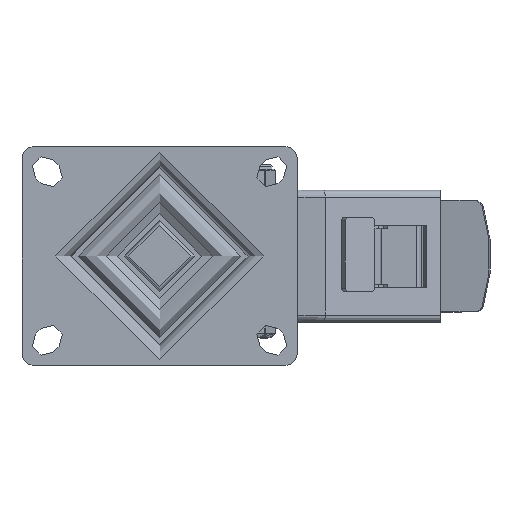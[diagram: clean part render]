
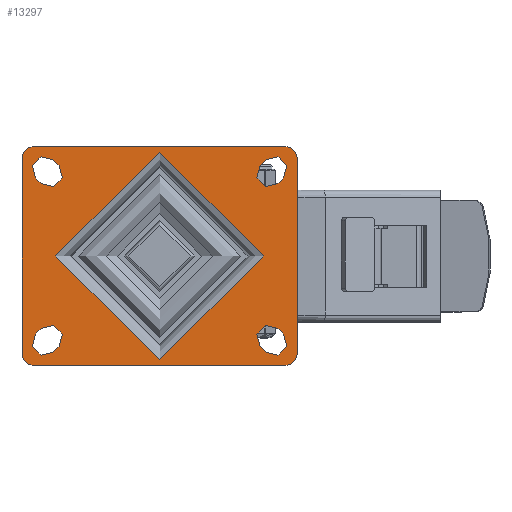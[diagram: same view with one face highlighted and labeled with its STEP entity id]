
A CAD part, top view. The second image highlights one B-rep face of the part: STEP entity #13297.
In plain terms, the highlighted planar face has unit normal (0, 0, 1).
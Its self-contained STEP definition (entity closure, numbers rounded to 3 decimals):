
#432=FACE_BOUND('',#2648,.T.);
#433=FACE_BOUND('',#2649,.T.);
#434=FACE_BOUND('',#2650,.T.);
#435=FACE_BOUND('',#2651,.T.);
#436=FACE_BOUND('',#2652,.T.);
#680=PLANE('',#14453);
#1002=CIRCLE('',#14363,4.5);
#1004=CIRCLE('',#14367,4.5);
#1006=CIRCLE('',#14371,4.5);
#1008=CIRCLE('',#14375,4.5);
#1010=CIRCLE('',#14379,4.5);
#1012=CIRCLE('',#14383,4.5);
#1014=CIRCLE('',#14387,4.5);
#1016=CIRCLE('',#14391,4.5);
#1022=CIRCLE('',#14399,37.);
#1031=CIRCLE('',#14413,4.);
#1033=CIRCLE('',#14416,4.);
#1035=CIRCLE('',#14419,4.);
#1037=CIRCLE('',#14422,4.);
#1823=FACE_OUTER_BOUND('',#2647,.T.);
#2647=EDGE_LOOP('',(#9981,#9982,#9983,#9984,#9985,#9986,#9987,#9988));
#2648=EDGE_LOOP('',(#9989,#9990,#9991,#9992));
#2649=EDGE_LOOP('',(#9993,#9994,#9995,#9996));
#2650=EDGE_LOOP('',(#9997,#9998,#9999,#10000));
#2651=EDGE_LOOP('',(#10001,#10002,#10003,#10004));
#2652=EDGE_LOOP('',(#10005));
#4193=LINE('',#20369,#5120);
#4197=LINE('',#20381,#5124);
#4201=LINE('',#20393,#5128);
#4205=LINE('',#20405,#5132);
#4209=LINE('',#20417,#5136);
#4213=LINE('',#20429,#5140);
#4217=LINE('',#20441,#5144);
#4221=LINE('',#20453,#5148);
#4237=LINE('',#20570,#5164);
#4239=LINE('',#20573,#5166);
#4241=LINE('',#20576,#5168);
#4242=LINE('',#20577,#5169);
#5120=VECTOR('',#16156,10.);
#5124=VECTOR('',#16168,10.);
#5128=VECTOR('',#16180,10.);
#5132=VECTOR('',#16192,10.);
#5136=VECTOR('',#16204,10.);
#5140=VECTOR('',#16216,10.);
#5144=VECTOR('',#16228,10.);
#5148=VECTOR('',#16240,10.);
#5164=VECTOR('',#16382,1000.);
#5166=VECTOR('',#16386,1000.);
#5168=VECTOR('',#16390,1000.);
#5169=VECTOR('',#16391,1000.);
#6027=VERTEX_POINT('',#20366);
#6028=VERTEX_POINT('',#20368);
#6030=VERTEX_POINT('',#20374);
#6032=VERTEX_POINT('',#20380);
#6035=VERTEX_POINT('',#20390);
#6036=VERTEX_POINT('',#20392);
#6038=VERTEX_POINT('',#20398);
#6040=VERTEX_POINT('',#20404);
#6043=VERTEX_POINT('',#20414);
#6044=VERTEX_POINT('',#20416);
#6046=VERTEX_POINT('',#20422);
#6048=VERTEX_POINT('',#20428);
#6051=VERTEX_POINT('',#20438);
#6052=VERTEX_POINT('',#20440);
#6054=VERTEX_POINT('',#20446);
#6056=VERTEX_POINT('',#20452);
#6060=VERTEX_POINT('',#20467);
#6067=VERTEX_POINT('',#20491);
#6068=VERTEX_POINT('',#20492);
#6071=VERTEX_POINT('',#20500);
#6072=VERTEX_POINT('',#20501);
#6075=VERTEX_POINT('',#20509);
#6076=VERTEX_POINT('',#20510);
#6079=VERTEX_POINT('',#20518);
#6080=VERTEX_POINT('',#20519);
#7457=EDGE_CURVE('',#6028,#6027,#4193,.T.);
#7460=EDGE_CURVE('',#6030,#6028,#1002,.T.);
#7463=EDGE_CURVE('',#6032,#6030,#4197,.T.);
#7466=EDGE_CURVE('',#6027,#6032,#1004,.T.);
#7469=EDGE_CURVE('',#6036,#6035,#4201,.T.);
#7472=EDGE_CURVE('',#6038,#6036,#1006,.T.);
#7475=EDGE_CURVE('',#6040,#6038,#4205,.T.);
#7478=EDGE_CURVE('',#6035,#6040,#1008,.T.);
#7481=EDGE_CURVE('',#6044,#6043,#4209,.T.);
#7484=EDGE_CURVE('',#6046,#6044,#1010,.T.);
#7487=EDGE_CURVE('',#6048,#6046,#4213,.T.);
#7490=EDGE_CURVE('',#6043,#6048,#1012,.T.);
#7493=EDGE_CURVE('',#6052,#6051,#4217,.T.);
#7496=EDGE_CURVE('',#6054,#6052,#1014,.T.);
#7499=EDGE_CURVE('',#6056,#6054,#4221,.T.);
#7502=EDGE_CURVE('',#6051,#6056,#1016,.T.);
#7508=EDGE_CURVE('',#6060,#6060,#1022,.T.);
#7519=EDGE_CURVE('',#6067,#6068,#1031,.T.);
#7523=EDGE_CURVE('',#6071,#6072,#1033,.T.);
#7527=EDGE_CURVE('',#6075,#6076,#1035,.T.);
#7531=EDGE_CURVE('',#6079,#6080,#1037,.T.);
#7554=EDGE_CURVE('',#6080,#6071,#4237,.T.);
#7556=EDGE_CURVE('',#6072,#6067,#4239,.T.);
#7558=EDGE_CURVE('',#6076,#6079,#4241,.T.);
#7559=EDGE_CURVE('',#6068,#6075,#4242,.T.);
#9981=ORIENTED_EDGE('',*,*,#7531,.F.);
#9982=ORIENTED_EDGE('',*,*,#7558,.F.);
#9983=ORIENTED_EDGE('',*,*,#7527,.F.);
#9984=ORIENTED_EDGE('',*,*,#7559,.F.);
#9985=ORIENTED_EDGE('',*,*,#7519,.F.);
#9986=ORIENTED_EDGE('',*,*,#7556,.F.);
#9987=ORIENTED_EDGE('',*,*,#7523,.F.);
#9988=ORIENTED_EDGE('',*,*,#7554,.F.);
#9989=ORIENTED_EDGE('',*,*,#7463,.T.);
#9990=ORIENTED_EDGE('',*,*,#7460,.T.);
#9991=ORIENTED_EDGE('',*,*,#7457,.T.);
#9992=ORIENTED_EDGE('',*,*,#7466,.T.);
#9993=ORIENTED_EDGE('',*,*,#7475,.T.);
#9994=ORIENTED_EDGE('',*,*,#7472,.T.);
#9995=ORIENTED_EDGE('',*,*,#7469,.T.);
#9996=ORIENTED_EDGE('',*,*,#7478,.T.);
#9997=ORIENTED_EDGE('',*,*,#7487,.T.);
#9998=ORIENTED_EDGE('',*,*,#7484,.T.);
#9999=ORIENTED_EDGE('',*,*,#7481,.T.);
#10000=ORIENTED_EDGE('',*,*,#7490,.T.);
#10001=ORIENTED_EDGE('',*,*,#7499,.T.);
#10002=ORIENTED_EDGE('',*,*,#7496,.T.);
#10003=ORIENTED_EDGE('',*,*,#7493,.T.);
#10004=ORIENTED_EDGE('',*,*,#7502,.T.);
#10005=ORIENTED_EDGE('',*,*,#7508,.F.);
#13297=ADVANCED_FACE('',(#1823,#432,#433,#434,#435,#436),#680,.T.);
#14363=AXIS2_PLACEMENT_3D('',#20375,#16162,#16163);
#14367=AXIS2_PLACEMENT_3D('',#20385,#16174,#16175);
#14371=AXIS2_PLACEMENT_3D('',#20399,#16186,#16187);
#14375=AXIS2_PLACEMENT_3D('',#20409,#16198,#16199);
#14379=AXIS2_PLACEMENT_3D('',#20423,#16210,#16211);
#14383=AXIS2_PLACEMENT_3D('',#20433,#16222,#16223);
#14387=AXIS2_PLACEMENT_3D('',#20447,#16234,#16235);
#14391=AXIS2_PLACEMENT_3D('',#20457,#16246,#16247);
#14399=AXIS2_PLACEMENT_3D('',#20469,#16262,#16263);
#14413=AXIS2_PLACEMENT_3D('',#20493,#16292,#16293);
#14416=AXIS2_PLACEMENT_3D('',#20502,#16300,#16301);
#14419=AXIS2_PLACEMENT_3D('',#20511,#16308,#16309);
#14422=AXIS2_PLACEMENT_3D('',#20520,#16316,#16317);
#14453=AXIS2_PLACEMENT_3D('',#20575,#16388,#16389);
#16156=DIRECTION('',(0.707,0.707,0.));
#16162=DIRECTION('center_axis',(0.,0.,-1.));
#16163=DIRECTION('ref_axis',(-0.707,0.707,0.));
#16168=DIRECTION('',(-0.707,-0.707,0.));
#16174=DIRECTION('center_axis',(0.,0.,-1.));
#16175=DIRECTION('ref_axis',(0.707,-0.707,0.));
#16180=DIRECTION('',(-0.707,0.707,0.));
#16186=DIRECTION('center_axis',(0.,0.,-1.));
#16187=DIRECTION('ref_axis',(-0.707,-0.707,0.));
#16192=DIRECTION('',(0.707,-0.707,0.));
#16198=DIRECTION('center_axis',(0.,0.,-1.));
#16199=DIRECTION('ref_axis',(0.707,0.707,0.));
#16204=DIRECTION('',(0.707,-0.707,0.));
#16210=DIRECTION('center_axis',(0.,0.,-1.));
#16211=DIRECTION('ref_axis',(0.707,0.707,0.));
#16216=DIRECTION('',(-0.707,0.707,0.));
#16222=DIRECTION('center_axis',(0.,0.,-1.));
#16223=DIRECTION('ref_axis',(-0.707,-0.707,0.));
#16228=DIRECTION('',(-0.707,-0.707,0.));
#16234=DIRECTION('center_axis',(0.,0.,-1.));
#16235=DIRECTION('ref_axis',(0.707,-0.707,0.));
#16240=DIRECTION('',(0.707,0.707,0.));
#16246=DIRECTION('center_axis',(0.,0.,-1.));
#16247=DIRECTION('ref_axis',(-0.707,0.707,0.));
#16262=DIRECTION('center_axis',(0.,0.,1.));
#16263=DIRECTION('ref_axis',(-1.,0.,0.));
#16292=DIRECTION('center_axis',(0.,0.,-1.));
#16293=DIRECTION('ref_axis',(-0.707,0.707,0.));
#16300=DIRECTION('center_axis',(0.,0.,-1.));
#16301=DIRECTION('ref_axis',(-0.707,-0.707,0.));
#16308=DIRECTION('center_axis',(0.,0.,-1.));
#16309=DIRECTION('ref_axis',(0.707,0.707,0.));
#16316=DIRECTION('center_axis',(0.,0.,-1.));
#16317=DIRECTION('ref_axis',(0.707,-0.707,0.));
#16382=DIRECTION('',(-1.,0.,0.));
#16386=DIRECTION('',(0.,1.,0.));
#16388=DIRECTION('center_axis',(0.,0.,1.));
#16389=DIRECTION('ref_axis',(1.,0.,0.));
#16390=DIRECTION('',(0.,-1.,0.));
#16391=DIRECTION('',(1.,0.,0.));
#20366=CARTESIAN_POINT('',(37.818,34.182,0.));
#20368=CARTESIAN_POINT('',(35.818,32.182,0.));
#20369=CARTESIAN_POINT('',(18.818,15.182,0.));
#20374=CARTESIAN_POINT('',(42.182,25.818,0.));
#20375=CARTESIAN_POINT('Origin',(39.,29.,0.));
#20380=CARTESIAN_POINT('',(44.182,27.818,0.));
#20381=CARTESIAN_POINT('',(26.182,9.818,0.));
#20385=CARTESIAN_POINT('Origin',(41.,31.,0.));
#20390=CARTESIAN_POINT('',(35.818,-32.182,0.));
#20392=CARTESIAN_POINT('',(37.818,-34.182,0.));
#20393=CARTESIAN_POINT('',(19.818,-16.182,0.));
#20398=CARTESIAN_POINT('',(44.182,-27.818,0.));
#20399=CARTESIAN_POINT('Origin',(41.,-31.,0.));
#20404=CARTESIAN_POINT('',(42.182,-25.818,0.));
#20405=CARTESIAN_POINT('',(25.182,-8.818,0.));
#20409=CARTESIAN_POINT('Origin',(39.,-29.,0.));
#20414=CARTESIAN_POINT('',(-35.818,32.182,0.));
#20416=CARTESIAN_POINT('',(-37.818,34.182,0.));
#20417=CARTESIAN_POINT('',(-19.818,16.182,0.));
#20422=CARTESIAN_POINT('',(-44.182,27.818,0.));
#20423=CARTESIAN_POINT('Origin',(-41.,31.,0.));
#20428=CARTESIAN_POINT('',(-42.182,25.818,0.));
#20429=CARTESIAN_POINT('',(-25.182,8.818,0.));
#20433=CARTESIAN_POINT('Origin',(-39.,29.,0.));
#20438=CARTESIAN_POINT('',(-37.818,-34.182,0.));
#20440=CARTESIAN_POINT('',(-35.818,-32.182,0.));
#20441=CARTESIAN_POINT('',(-18.818,-15.182,0.));
#20446=CARTESIAN_POINT('',(-42.182,-25.818,0.));
#20447=CARTESIAN_POINT('Origin',(-39.,-29.,0.));
#20452=CARTESIAN_POINT('',(-44.182,-27.818,0.));
#20453=CARTESIAN_POINT('',(-26.182,-9.818,0.));
#20457=CARTESIAN_POINT('Origin',(-41.,-31.,0.));
#20467=CARTESIAN_POINT('',(-37.,0.,0.));
#20469=CARTESIAN_POINT('Origin',(0.,0.,0.));
#20491=CARTESIAN_POINT('',(-49.,35.,0.));
#20492=CARTESIAN_POINT('',(-45.,39.,0.));
#20493=CARTESIAN_POINT('Origin',(-45.,35.,0.));
#20500=CARTESIAN_POINT('',(-45.,-39.,0.));
#20501=CARTESIAN_POINT('',(-49.,-35.,0.));
#20502=CARTESIAN_POINT('Origin',(-45.,-35.,0.));
#20509=CARTESIAN_POINT('',(45.,39.,0.));
#20510=CARTESIAN_POINT('',(49.,35.,0.));
#20511=CARTESIAN_POINT('Origin',(45.,35.,0.));
#20518=CARTESIAN_POINT('',(49.,-35.,0.));
#20519=CARTESIAN_POINT('',(45.,-39.,0.));
#20520=CARTESIAN_POINT('Origin',(45.,-35.,0.));
#20570=CARTESIAN_POINT('',(49.,-39.,0.));
#20573=CARTESIAN_POINT('',(-49.,-39.,0.));
#20575=CARTESIAN_POINT('Origin',(0.,0.,0.));
#20576=CARTESIAN_POINT('',(49.,39.,0.));
#20577=CARTESIAN_POINT('',(-49.,39.,0.));
